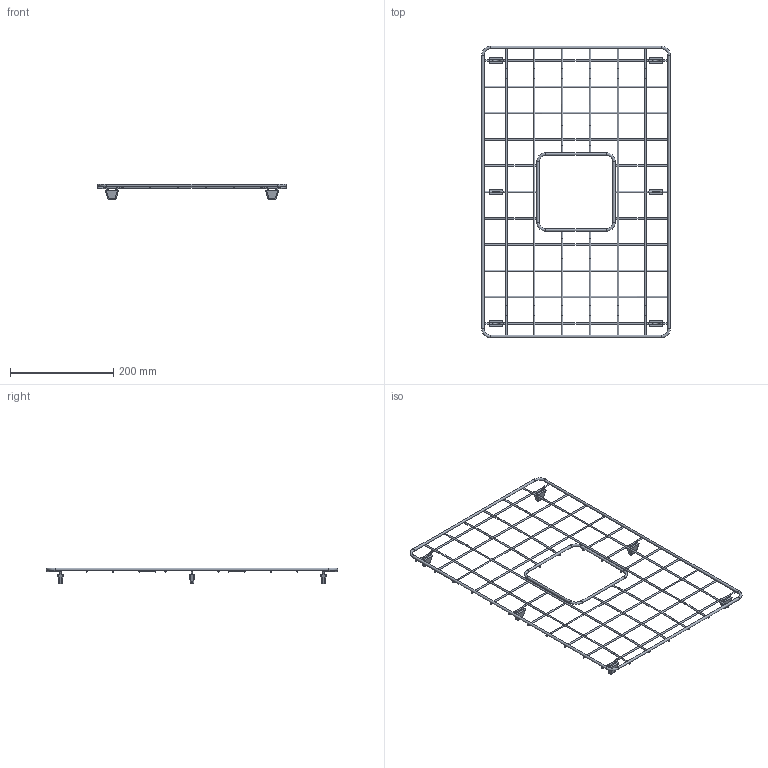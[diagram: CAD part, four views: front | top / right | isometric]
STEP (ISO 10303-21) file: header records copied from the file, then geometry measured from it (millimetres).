
FILE_DESCRIPTION(/* description */ (''),/* implementation_level */ '2;1');
FILE_NAME(/* name */ '1360_27x19x10 Inch Sınk Rack Counter Bottom.stp',/* time_stamp */ '2016-12-27T09:21:34+03:00',/* author */ (''),/* organization */ (''),/* preprocessor_version */ 'ST-DEVELOPER v16',/* originating_system */ 'SIEMENS PLM Software NX 10.0',/* authorisation */ '');
FILE_SCHEMA (('AP203_CONFIGURATION_CONTROLLED_3D_DESIGN_OF_MECHANICAL_PARTS_AND_ASSEMBLIES_MIM_LF { 1 0 10303 403 2 1 2}'));
Length unit declared in the file: millimetre
Products named in the file (1): Can15C8F595tw8e
Bounding box: 366.64 x 565.19 x 30.73 mm (x, y, z)
Volume: 106333.5 mm3; surface area: 112807.6 mm2
Topology: 30 solids, 30 shells, 288 faces, 565 edges, 315 vertices
Faces by surface type: plane 86, cylinder 76, bspline 60, torus 42, sphere 24
Full cylindrical faces by diameter (mm): 3 x56, 4.8 x8
Entity records: 7626 total; most frequent: CARTESIAN_POINT 2693, DIRECTION 954, ORIENTED_EDGE 832, AXIS2_PLACEMENT_3D 429, EDGE_CURVE 416, EDGE_LOOP 400, VERTEX_POINT 296, ADVANCED_FACE 288
